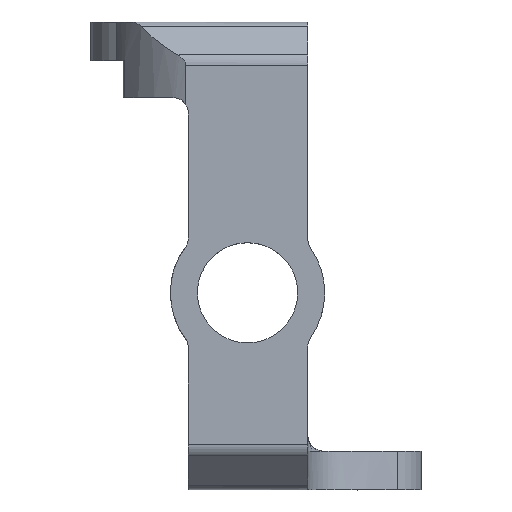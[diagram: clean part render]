
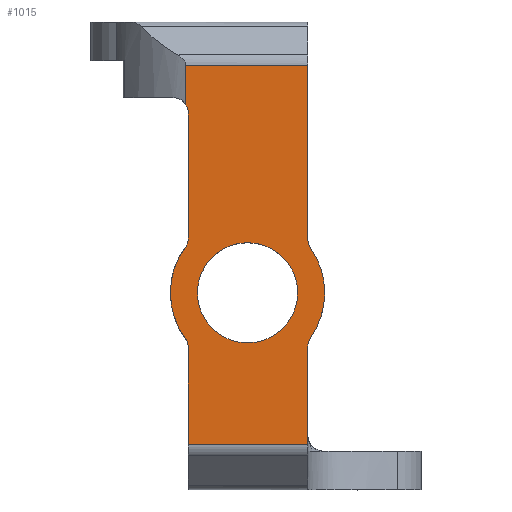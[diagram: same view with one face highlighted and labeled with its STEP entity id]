
A CAD part, top view. The second image highlights one B-rep face of the part: STEP entity #1015.
In plain terms, the highlighted planar face has unit normal (0, 0, 1).
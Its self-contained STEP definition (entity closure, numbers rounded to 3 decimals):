
#80=FACE_BOUND('',#171,.T.);
#111=FACE_OUTER_BOUND('',#170,.T.);
#170=EDGE_LOOP('',(#838,#839,#840,#841,#842,#843,#844,#845,#846,#847,#848,
#849,#850,#851));
#171=EDGE_LOOP('',(#852));
#226=LINE('',#1601,#301);
#232=LINE('',#1859,#307);
#239=LINE('',#1911,#314);
#241=LINE('',#1928,#316);
#251=LINE('',#1979,#326);
#257=LINE('',#2116,#332);
#258=LINE('',#2117,#333);
#301=VECTOR('',#1249,10.);
#307=VECTOR('',#1275,10.);
#314=VECTOR('',#1288,10.);
#316=VECTOR('',#1296,10.);
#326=VECTOR('',#1332,10.);
#332=VECTOR('',#1372,10.);
#333=VECTOR('',#1373,10.);
#386=CIRCLE('',#1113,1.);
#387=CIRCLE('',#1116,1.);
#388=CIRCLE('',#1118,5.);
#390=CIRCLE('',#1121,1.);
#391=CIRCLE('',#1123,1.);
#392=CIRCLE('',#1125,5.);
#393=CIRCLE('',#1127,1.);
#394=CIRCLE('',#1129,3.25);
#447=VERTEX_POINT('',#1598);
#448=VERTEX_POINT('',#1600);
#462=VERTEX_POINT('',#1856);
#463=VERTEX_POINT('',#1858);
#470=VERTEX_POINT('',#1908);
#471=VERTEX_POINT('',#1910);
#474=VERTEX_POINT('',#1918);
#475=VERTEX_POINT('',#1927);
#486=VERTEX_POINT('',#1973);
#487=VERTEX_POINT('',#1977);
#488=VERTEX_POINT('',#1981);
#491=VERTEX_POINT('',#1999);
#492=VERTEX_POINT('',#2100);
#493=VERTEX_POINT('',#2104);
#494=VERTEX_POINT('',#2110);
#558=EDGE_CURVE('',#447,#448,#226,.T.);
#575=EDGE_CURVE('',#462,#463,#232,.T.);
#586=EDGE_CURVE('',#471,#470,#239,.T.);
#591=EDGE_CURVE('',#475,#474,#241,.T.);
#609=EDGE_CURVE('',#486,#474,#386,.T.);
#611=EDGE_CURVE('',#486,#487,#251,.T.);
#613=EDGE_CURVE('',#488,#487,#387,.T.);
#617=EDGE_CURVE('',#488,#491,#388,.T.);
#619=EDGE_CURVE('',#463,#491,#390,.T.);
#622=EDGE_CURVE('',#492,#470,#391,.T.);
#624=EDGE_CURVE('',#492,#493,#392,.T.);
#625=EDGE_CURVE('',#448,#493,#393,.T.);
#626=EDGE_CURVE('',#494,#494,#394,.T.);
#629=EDGE_CURVE('',#471,#462,#257,.T.);
#630=EDGE_CURVE('',#475,#447,#258,.T.);
#838=ORIENTED_EDGE('',*,*,#575,.F.);
#839=ORIENTED_EDGE('',*,*,#629,.F.);
#840=ORIENTED_EDGE('',*,*,#586,.T.);
#841=ORIENTED_EDGE('',*,*,#622,.F.);
#842=ORIENTED_EDGE('',*,*,#624,.T.);
#843=ORIENTED_EDGE('',*,*,#625,.F.);
#844=ORIENTED_EDGE('',*,*,#558,.F.);
#845=ORIENTED_EDGE('',*,*,#630,.F.);
#846=ORIENTED_EDGE('',*,*,#591,.T.);
#847=ORIENTED_EDGE('',*,*,#609,.F.);
#848=ORIENTED_EDGE('',*,*,#611,.T.);
#849=ORIENTED_EDGE('',*,*,#613,.F.);
#850=ORIENTED_EDGE('',*,*,#617,.T.);
#851=ORIENTED_EDGE('',*,*,#619,.F.);
#852=ORIENTED_EDGE('',*,*,#626,.T.);
#978=PLANE('',#1131);
#1015=ADVANCED_FACE('',(#111,#80),#978,.T.);
#1113=AXIS2_PLACEMENT_3D('',#1975,#1327,#1328);
#1116=AXIS2_PLACEMENT_3D('',#1983,#1336,#1337);
#1118=AXIS2_PLACEMENT_3D('',#2001,#1341,#1342);
#1121=AXIS2_PLACEMENT_3D('',#2004,#1347,#1348);
#1123=AXIS2_PLACEMENT_3D('',#2102,#1352,#1353);
#1125=AXIS2_PLACEMENT_3D('',#2106,#1357,#1358);
#1127=AXIS2_PLACEMENT_3D('',#2108,#1361,#1362);
#1129=AXIS2_PLACEMENT_3D('',#2111,#1365,#1366);
#1131=AXIS2_PLACEMENT_3D('',#2115,#1370,#1371);
#1249=DIRECTION('',(0.,-1.,0.));
#1275=DIRECTION('',(0.,1.,0.));
#1288=DIRECTION('',(0.,1.,0.));
#1296=DIRECTION('',(0.,-1.,0.));
#1327=DIRECTION('center_axis',(0.,0.,
1.));
#1328=DIRECTION('ref_axis',(0.707,0.707,0.));
#1332=DIRECTION('',(0.,-1.,0.));
#1336=DIRECTION('center_axis',(0.,0.,
1.));
#1337=DIRECTION('ref_axis',(0.95,-0.312,0.));
#1341=DIRECTION('center_axis',(0.,0.,
1.));
#1342=DIRECTION('ref_axis',(-1.,0.,0.));
#1347=DIRECTION('center_axis',(0.,0.,
1.));
#1348=DIRECTION('ref_axis',(0.95,0.312,0.));
#1352=DIRECTION('center_axis',(0.,0.,
1.));
#1353=DIRECTION('ref_axis',(-0.953,0.302,0.));
#1357=DIRECTION('center_axis',(0.,0.,
1.));
#1358=DIRECTION('ref_axis',(-1.,0.,0.));
#1361=DIRECTION('center_axis',(0.,0.,
1.));
#1362=DIRECTION('ref_axis',(-0.953,-0.302,0.));
#1365=DIRECTION('center_axis',(0.,0.,
-1.));
#1366=DIRECTION('ref_axis',(-1.,0.,0.));
#1370=DIRECTION('center_axis',(0.,0.,
1.));
#1371=DIRECTION('ref_axis',(-1.,0.,0.));
#1372=DIRECTION('',(-1.,0.,0.));
#1373=DIRECTION('',(1.,0.,0.));
#1598=CARTESIAN_POINT('',(8.209,3.236,23.569));
#1600=CARTESIAN_POINT('',(8.209,-8.05,23.569));
#1601=CARTESIAN_POINT('',(8.209,-8.638,23.569));
#1856=CARTESIAN_POINT('',(0.466,-21.336,23.569));
#1858=CARTESIAN_POINT('',(0.466,-15.054,23.569));
#1859=CARTESIAN_POINT('',(0.466,-13.338,23.569));
#1908=CARTESIAN_POINT('',(8.209,-14.95,23.569));
#1910=CARTESIAN_POINT('',(8.209,-21.336,23.569));
#1911=CARTESIAN_POINT('',(8.209,-8.638,23.569));
#1918=CARTESIAN_POINT('',(0.3,0.702,23.569));
#1927=CARTESIAN_POINT('',(0.3,3.236,23.569));
#1928=CARTESIAN_POINT('',(0.3,1.15,23.569));
#1973=CARTESIAN_POINT('',(0.466,0.15,23.569));
#1975=CARTESIAN_POINT('Origin',(-0.534,0.15,23.569));
#1977=CARTESIAN_POINT('',(0.466,-7.946,23.569));
#1979=CARTESIAN_POINT('',(0.466,-13.338,23.569));
#1981=CARTESIAN_POINT('',(0.272,-8.538,23.569));
#1983=CARTESIAN_POINT('Origin',(-0.534,-7.946,23.569));
#1999=CARTESIAN_POINT('',(0.272,-14.462,23.569));
#2001=CARTESIAN_POINT('Origin',(4.3,-11.5,23.569));
#2004=CARTESIAN_POINT('Origin',(-0.534,-15.054,23.569));
#2100=CARTESIAN_POINT('',(8.391,-14.375,23.569));
#2102=CARTESIAN_POINT('Origin',(9.209,-14.95,23.569));
#2104=CARTESIAN_POINT('',(8.391,-8.625,23.569));
#2106=CARTESIAN_POINT('Origin',(4.3,-11.5,23.569));
#2108=CARTESIAN_POINT('Origin',(9.209,-8.05,23.569));
#2110=CARTESIAN_POINT('',(7.55,-11.5,23.569));
#2111=CARTESIAN_POINT('Origin',(4.3,-11.5,23.569));
#2115=CARTESIAN_POINT('Origin',(1.301,-4.925,23.569));
#2116=CARTESIAN_POINT('',(2.96,-21.336,23.569));
#2117=CARTESIAN_POINT('',(3.028,3.236,23.569));
